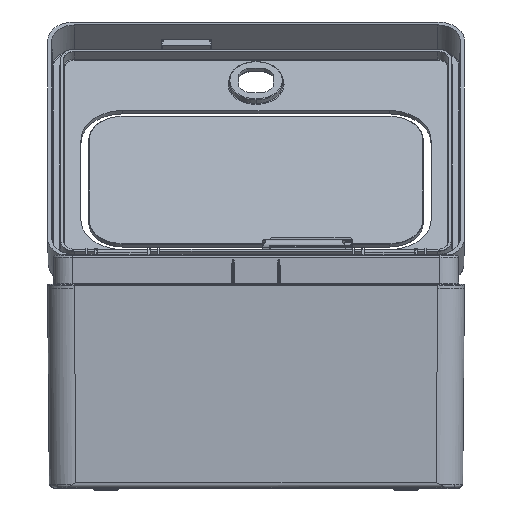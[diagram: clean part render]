
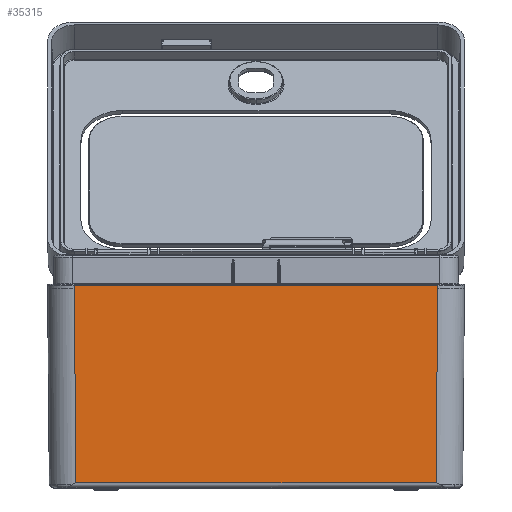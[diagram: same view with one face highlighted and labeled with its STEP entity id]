
A CAD part, top view. The second image highlights one B-rep face of the part: STEP entity #35315.
In plain terms, the highlighted planar face has unit normal (0, -0.009, 1).
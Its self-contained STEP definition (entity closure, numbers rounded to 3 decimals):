
#35064 = VERTEX_POINT ( 'NONE', #59413 ) ;
#35151 = VERTEX_POINT ( 'NONE', #59593 ) ;
#35156 = EDGE_CURVE ( 'NONE', #35158, #35151, #59572, .T. ) ;
#35158 = VERTEX_POINT ( 'NONE', #59562 ) ;
#35178 = VERTEX_POINT ( 'NONE', #59598 ) ;
#35182 = EDGE_CURVE ( 'NONE', #35064, #35178, #59597, .T. ) ;
#35194 = EDGE_LOOP ( 'NONE', ( #35195, #35196, #35297, #35299, #35300, #35302 ) ) ;
#35195 = ORIENTED_EDGE ( 'NONE', *, *, #35313, .F. ) ;
#35196 = ORIENTED_EDGE ( 'NONE', *, *, #35198, .T. ) ;
#35198 = EDGE_CURVE ( 'NONE', #35311, #35200, #59639, .T. ) ;
#35200 = VERTEX_POINT ( 'NONE', #59629 ) ;
#35297 = ORIENTED_EDGE ( 'NONE', *, *, #35298, .T. ) ;
#35298 = EDGE_CURVE ( 'NONE', #35200, #35158, #59848, .T. ) ;
#35299 = ORIENTED_EDGE ( 'NONE', *, *, #35156, .T. ) ;
#35300 = ORIENTED_EDGE ( 'NONE', *, *, #35301, .T. ) ;
#35301 = EDGE_CURVE ( 'NONE', #35151, #35064, #59839, .T. ) ;
#35302 = ORIENTED_EDGE ( 'NONE', *, *, #35182, .T. ) ;
#35311 = VERTEX_POINT ( 'NONE', #59925 ) ;
#35313 = EDGE_CURVE ( 'NONE', #35311, #35178, #59927, .T. ) ;
#35315 = ADVANCED_FACE ( 'NONE', ( #59960 ), #59959, .T. ) ;
#59413 = CARTESIAN_POINT ( 'NONE',  ( 107.984, -119.026, 98.983 ) ) ;
#59562 = CARTESIAN_POINT ( 'NONE',  ( -109.001, -2.5, 100. ) ) ;
#59563 = DIRECTION ( 'NONE',  ( 0.009, -1., -0.009 ) ) ;
#59564 = VECTOR ( 'NONE', #59563, 1000. ) ;
#59571 = CARTESIAN_POINT ( 'NONE',  ( -108.983, -4.542, 99.982 ) ) ;
#59572 = LINE ( 'NONE', #59571, #59564 ) ;
#59593 = CARTESIAN_POINT ( 'NONE',  ( -107.984, -119.026, 98.983 ) ) ;
#59595 = VECTOR ( 'NONE', #59646, 1000. ) ;
#59596 = CARTESIAN_POINT ( 'NONE',  ( 109.002, -2.36, 100.001 ) ) ;
#59597 = LINE ( 'NONE', #59596, #59595 ) ;
#59598 = CARTESIAN_POINT ( 'NONE',  ( 109.001, -2.5, 100. ) ) ;
#59629 = CARTESIAN_POINT ( 'NONE',  ( -109.001, -0.504, 100.017 ) ) ;
#59630 = DIRECTION ( 'NONE',  ( -1., 0., 0. ) ) ;
#59631 = VECTOR ( 'NONE', #59630, 1000. ) ;
#59632 = CARTESIAN_POINT ( 'NONE',  ( 125., -0.504, 100.017 ) ) ;
#59639 = LINE ( 'NONE', #59632, #59631 ) ;
#59646 = DIRECTION ( 'NONE',  ( 0.009, 1., 0.009 ) ) ;
#59836 = DIRECTION ( 'NONE',  ( 1., 0., 0. ) ) ;
#59837 = VECTOR ( 'NONE', #59836, 1000. ) ;
#59838 = CARTESIAN_POINT ( 'NONE',  ( 107.958, -119.026, 98.983 ) ) ;
#59839 = LINE ( 'NONE', #59838, #59837 ) ;
#59840 = DIRECTION ( 'NONE',  ( 0., -1., -0.009 ) ) ;
#59841 = VECTOR ( 'NONE', #59840, 1000. ) ;
#59842 = CARTESIAN_POINT ( 'NONE',  ( -109.001, -2.5, 100. ) ) ;
#59848 = LINE ( 'NONE', #59842, #59841 ) ;
#59925 = CARTESIAN_POINT ( 'NONE',  ( 109.001, -0.504, 100.017 ) ) ;
#59927 = LINE ( 'NONE', #59963, #59962 ) ;
#59955 = DIRECTION ( 'NONE',  ( 0., -1., -0.009 ) ) ;
#59956 = DIRECTION ( 'NONE',  ( 0., -0.009, 1. ) ) ;
#59957 = AXIS2_PLACEMENT_3D ( 'NONE', #59958, #59956, #59955 ) ;
#59958 = CARTESIAN_POINT ( 'NONE',  ( 125., -2.5, 100. ) ) ;
#59959 = PLANE ( 'NONE',  #59957 ) ;
#59960 = FACE_OUTER_BOUND ( 'NONE', #35194, .T. ) ;
#59961 = DIRECTION ( 'NONE',  ( 0., -1., -0.009 ) ) ;
#59962 = VECTOR ( 'NONE', #59961, 1000. ) ;
#59963 = CARTESIAN_POINT ( 'NONE',  ( 109.001, -2.5, 100. ) ) ;
